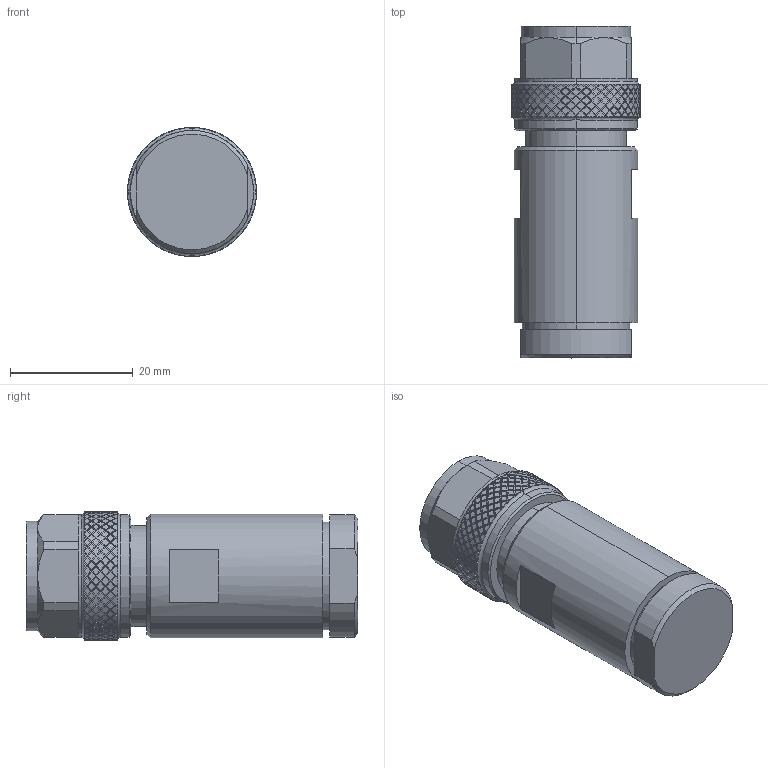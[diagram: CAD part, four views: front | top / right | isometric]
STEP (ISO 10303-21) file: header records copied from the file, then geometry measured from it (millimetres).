
FILE_DESCRIPTION((''),'2;1');
FILE_NAME('1','2021-08-11T',('Administrator'),(''),'PRO/ENGINEER BY PARAMETRIC TECHNOLOGY CORPORATION, 2012090','PRO/ENGINEER BY PARAMETRIC TECHNOLOGY CORPORATION, 2012090','');
FILE_SCHEMA(('CONFIG_CONTROL_DESIGN'));
Products named in the file (1): 1
Bounding box: 21 x 54 x 21 mm (x, y, z)
Volume: 14571.3 mm3; surface area: 5558.7 mm2
Topology: 1 solids, 1 shells, 2388 faces, 5703 edges, 3328 vertices
Faces by surface type: bspline 1924, cylinder 397, plane 49, cone 12, torus 4, sphere 2
Entity records: 119284 total; most frequent: CARTESIAN_POINT 80000, ORIENTED_EDGE 11406, EDGE_CURVE 5703, B_SPLINE_CURVE_WITH_KNOTS 4762, VERTEX_POINT 3328, EDGE_LOOP 2399, FACE_OUTER_BOUND 2388, ADVANCED_FACE 2388
